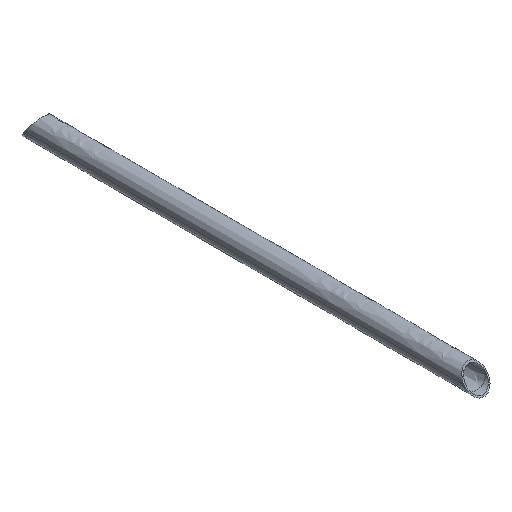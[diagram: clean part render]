
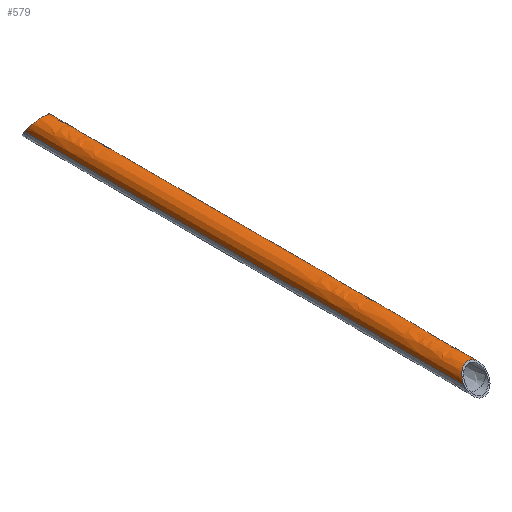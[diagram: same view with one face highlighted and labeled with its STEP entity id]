
A CAD part, isometric view. The second image highlights one B-rep face of the part: STEP entity #579.
In plain terms, the highlighted free-form (B-spline) face has degree [5, 4] with [6, 5] control points.
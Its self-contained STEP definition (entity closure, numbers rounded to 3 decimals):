
#84=CARTESIAN_POINT('Control Point',(-2152.5,-237.,-15.22)) ;
#85=CARTESIAN_POINT('Control Point',(-2152.5,-142.2,-15.22)) ;
#86=CARTESIAN_POINT('Control Point',(-2152.5,-47.4,-15.22)) ;
#87=CARTESIAN_POINT('Control Point',(-2152.5,47.4,-15.22)) ;
#88=CARTESIAN_POINT('Control Point',(-2152.5,142.2,-15.22)) ;
#89=CARTESIAN_POINT('Control Point',(-2152.5,237.,-15.22)) ;
#90=CARTESIAN_POINT('Vertex',(-2152.5,-237.,-15.22)) ;
#92=CARTESIAN_POINT('Vertex',(-2152.5,237.,-15.22)) ;
#101=CARTESIAN_POINT('Vertex',(-2177.5,-237.,-15.22)) ;
#105=CARTESIAN_POINT('Control Point',(-2177.5,-237.,-15.22)) ;
#106=CARTESIAN_POINT('Control Point',(-2177.5,-142.2,-15.22)) ;
#107=CARTESIAN_POINT('Control Point',(-2177.5,-47.4,-15.22)) ;
#108=CARTESIAN_POINT('Control Point',(-2177.5,47.4,-15.22)) ;
#109=CARTESIAN_POINT('Control Point',(-2177.5,142.2,-15.22)) ;
#110=CARTESIAN_POINT('Control Point',(-2177.5,237.,-15.22)) ;
#111=CARTESIAN_POINT('Vertex',(-2177.5,237.,-15.22)) ;
#167=CARTESIAN_POINT('Control Point',(-2177.5,-237.,-15.22)) ;
#168=CARTESIAN_POINT('Control Point',(-2177.5,-236.225,-14.091)) ;
#169=CARTESIAN_POINT('Control Point',(-2177.373,-235.443,-12.952)) ;
#170=CARTESIAN_POINT('Control Point',(-2177.113,-234.664,-11.817)) ;
#171=CARTESIAN_POINT('Control Point',(-2176.428,-233.343,-9.891)) ;
#172=CARTESIAN_POINT('Control Point',(-2175.323,-232.104,-8.086)) ;
#173=CARTESIAN_POINT('Control Point',(-2174.781,-231.602,-7.355)) ;
#174=CARTESIAN_POINT('Control Point',(-2173.621,-230.714,-6.06)) ;
#175=CARTESIAN_POINT('Control Point',(-2172.196,-229.949,-4.946)) ;
#176=CARTESIAN_POINT('Control Point',(-2171.474,-229.625,-4.474)) ;
#177=CARTESIAN_POINT('Control Point',(-2170.012,-229.088,-3.691)) ;
#178=CARTESIAN_POINT('Control Point',(-2168.39,-228.715,-3.148)) ;
#179=CARTESIAN_POINT('Control Point',(-2167.597,-228.58,-2.952)) ;
#180=CARTESIAN_POINT('Control Point',(-2166.106,-228.415,-2.711)) ;
#181=CARTESIAN_POINT('Control Point',(-2164.587,-228.406,-2.698)) ;
#182=CARTESIAN_POINT('Control Point',(-2163.897,-228.435,-2.74)) ;
#183=CARTESIAN_POINT('Control Point',(-2162.617,-228.55,-2.908)) ;
#184=CARTESIAN_POINT('Control Point',(-2161.387,-228.772,-3.232)) ;
#185=CARTESIAN_POINT('Control Point',(-2160.828,-228.898,-3.415)) ;
#186=CARTESIAN_POINT('Control Point',(-2159.71,-229.2,-3.856)) ;
#187=CARTESIAN_POINT('Control Point',(-2158.676,-229.582,-4.412)) ;
#188=CARTESIAN_POINT('Control Point',(-2158.169,-229.798,-4.727)) ;
#189=CARTESIAN_POINT('Control Point',(-2156.879,-230.421,-5.635)) ;
#190=CARTESIAN_POINT('Control Point',(-2155.783,-231.15,-6.697)) ;
#191=CARTESIAN_POINT('Control Point',(-2155.175,-231.64,-7.41)) ;
#192=CARTESIAN_POINT('Control Point',(-2154.042,-232.741,-9.015)) ;
#193=CARTESIAN_POINT('Control Point',(-2153.266,-233.926,-10.741)) ;
#194=CARTESIAN_POINT('Control Point',(-2152.95,-234.574,-11.685)) ;
#195=CARTESIAN_POINT('Control Point',(-2152.657,-235.452,-12.964)) ;
#196=CARTESIAN_POINT('Control Point',(-2152.532,-236.332,-14.246)) ;
#197=CARTESIAN_POINT('Control Point',(-2152.51,-236.555,-14.571)) ;
#198=CARTESIAN_POINT('Control Point',(-2152.5,-236.778,-14.896)) ;
#199=CARTESIAN_POINT('Control Point',(-2152.5,-237.,-15.22)) ;
#425=CARTESIAN_POINT('Control Point',(-2177.5,237.,-15.22)) ;
#426=CARTESIAN_POINT('Control Point',(-2177.5,236.225,-14.091)) ;
#427=CARTESIAN_POINT('Control Point',(-2177.373,235.443,-12.952)) ;
#428=CARTESIAN_POINT('Control Point',(-2177.113,234.664,-11.817)) ;
#429=CARTESIAN_POINT('Control Point',(-2176.428,233.343,-9.891)) ;
#430=CARTESIAN_POINT('Control Point',(-2175.323,232.104,-8.086)) ;
#431=CARTESIAN_POINT('Control Point',(-2174.781,231.602,-7.355)) ;
#432=CARTESIAN_POINT('Control Point',(-2173.621,230.714,-6.06)) ;
#433=CARTESIAN_POINT('Control Point',(-2172.196,229.949,-4.946)) ;
#434=CARTESIAN_POINT('Control Point',(-2171.474,229.625,-4.474)) ;
#435=CARTESIAN_POINT('Control Point',(-2170.012,229.088,-3.691)) ;
#436=CARTESIAN_POINT('Control Point',(-2168.39,228.715,-3.148)) ;
#437=CARTESIAN_POINT('Control Point',(-2167.597,228.58,-2.952)) ;
#438=CARTESIAN_POINT('Control Point',(-2166.106,228.415,-2.711)) ;
#439=CARTESIAN_POINT('Control Point',(-2164.587,228.406,-2.698)) ;
#440=CARTESIAN_POINT('Control Point',(-2163.897,228.435,-2.74)) ;
#441=CARTESIAN_POINT('Control Point',(-2162.617,228.55,-2.908)) ;
#442=CARTESIAN_POINT('Control Point',(-2161.387,228.772,-3.232)) ;
#443=CARTESIAN_POINT('Control Point',(-2160.828,228.898,-3.415)) ;
#444=CARTESIAN_POINT('Control Point',(-2159.71,229.2,-3.856)) ;
#445=CARTESIAN_POINT('Control Point',(-2158.676,229.582,-4.412)) ;
#446=CARTESIAN_POINT('Control Point',(-2158.169,229.798,-4.727)) ;
#447=CARTESIAN_POINT('Control Point',(-2156.879,230.421,-5.635)) ;
#448=CARTESIAN_POINT('Control Point',(-2155.783,231.15,-6.697)) ;
#449=CARTESIAN_POINT('Control Point',(-2155.175,231.64,-7.41)) ;
#450=CARTESIAN_POINT('Control Point',(-2154.042,232.741,-9.015)) ;
#451=CARTESIAN_POINT('Control Point',(-2153.266,233.926,-10.741)) ;
#452=CARTESIAN_POINT('Control Point',(-2152.95,234.574,-11.685)) ;
#453=CARTESIAN_POINT('Control Point',(-2152.657,235.452,-12.964)) ;
#454=CARTESIAN_POINT('Control Point',(-2152.532,236.332,-14.246)) ;
#455=CARTESIAN_POINT('Control Point',(-2152.51,236.555,-14.571)) ;
#456=CARTESIAN_POINT('Control Point',(-2152.5,236.778,-14.896)) ;
#457=CARTESIAN_POINT('Control Point',(-2152.5,237.,-15.22)) ;
#543=CARTESIAN_POINT('Control Point',(-2177.5,-237.,-15.22)) ;
#544=CARTESIAN_POINT('Control Point',(-2177.5,-237.,-2.72)) ;
#545=CARTESIAN_POINT('Control Point',(-2165.,-237.,3.53)) ;
#546=CARTESIAN_POINT('Control Point',(-2152.5,-237.,-2.72)) ;
#547=CARTESIAN_POINT('Control Point',(-2152.5,-237.,-15.22)) ;
#548=CARTESIAN_POINT('Control Point',(-2177.5,-142.2,-15.22)) ;
#549=CARTESIAN_POINT('Control Point',(-2177.5,-142.2,-2.72)) ;
#550=CARTESIAN_POINT('Control Point',(-2165.,-142.2,3.53)) ;
#551=CARTESIAN_POINT('Control Point',(-2152.5,-142.2,-2.72)) ;
#552=CARTESIAN_POINT('Control Point',(-2152.5,-142.2,-15.22)) ;
#553=CARTESIAN_POINT('Control Point',(-2177.5,-47.4,-15.22)) ;
#554=CARTESIAN_POINT('Control Point',(-2177.5,-47.4,-2.72)) ;
#555=CARTESIAN_POINT('Control Point',(-2165.,-47.4,3.53)) ;
#556=CARTESIAN_POINT('Control Point',(-2152.5,-47.4,-2.72)) ;
#557=CARTESIAN_POINT('Control Point',(-2152.5,-47.4,-15.22)) ;
#558=CARTESIAN_POINT('Control Point',(-2177.5,47.4,-15.22)) ;
#559=CARTESIAN_POINT('Control Point',(-2177.5,47.4,-2.72)) ;
#560=CARTESIAN_POINT('Control Point',(-2165.,47.4,3.53)) ;
#561=CARTESIAN_POINT('Control Point',(-2152.5,47.4,-2.72)) ;
#562=CARTESIAN_POINT('Control Point',(-2152.5,47.4,-15.22)) ;
#563=CARTESIAN_POINT('Control Point',(-2177.5,142.2,-15.22)) ;
#564=CARTESIAN_POINT('Control Point',(-2177.5,142.2,-2.72)) ;
#565=CARTESIAN_POINT('Control Point',(-2165.,142.2,3.53)) ;
#566=CARTESIAN_POINT('Control Point',(-2152.5,142.2,-2.72)) ;
#567=CARTESIAN_POINT('Control Point',(-2152.5,142.2,-15.22)) ;
#568=CARTESIAN_POINT('Control Point',(-2177.5,237.,-15.22)) ;
#569=CARTESIAN_POINT('Control Point',(-2177.5,237.,-2.72)) ;
#570=CARTESIAN_POINT('Control Point',(-2165.,237.,3.53)) ;
#571=CARTESIAN_POINT('Control Point',(-2152.5,237.,-2.72)) ;
#572=CARTESIAN_POINT('Control Point',(-2152.5,237.,-15.22)) ;
#574=ORIENTED_EDGE('',*,*,#458,.F.) ;
#575=ORIENTED_EDGE('',*,*,#113,.F.) ;
#576=ORIENTED_EDGE('',*,*,#200,.T.) ;
#577=ORIENTED_EDGE('',*,*,#94,.T.) ;
#579=ADVANCED_FACE('Corps principal',(#578),#542,.F.) ;
#166=B_SPLINE_CURVE_WITH_KNOTS('',5,(#167,#168,#169,#170,#171,#172,#173,#174,#175,#176,#177,#178,#179,#180,#181,#182,#183,#184,#185,#186,#187,#188,#189,#190,#191,#192,#193,#194,#195,#196,#197,#198,#199),.UNSPECIFIED.,.F.,.U.,(6,3,3,3,3,3,3,3,3,3,6),(0.,10.059,17.371,23.753,29.432,34.18,38.331,42.742,50.153,58.641,61.526),.UNSPECIFIED.) ;
#424=B_SPLINE_CURVE_WITH_KNOTS('',5,(#425,#426,#427,#428,#429,#430,#431,#432,#433,#434,#435,#436,#437,#438,#439,#440,#441,#442,#443,#444,#445,#446,#447,#448,#449,#450,#451,#452,#453,#454,#455,#456,#457),.UNSPECIFIED.,.F.,.U.,(6,3,3,3,3,3,3,3,3,3,6),(0.,10.059,17.371,23.753,29.432,34.18,38.331,42.742,50.153,58.641,61.526),.UNSPECIFIED.) ;
#94=EDGE_CURVE('',#91,#93,#83,.T.) ;
#113=EDGE_CURVE('',#102,#112,#104,.T.) ;
#200=EDGE_CURVE('',#102,#91,#166,.T.) ;
#458=EDGE_CURVE('',#112,#93,#424,.T.) ;
#573=EDGE_LOOP('',(#574,#575,#576,#577)) ;
#578=FACE_OUTER_BOUND('',#573,.T.) ;
#91=VERTEX_POINT('',#90) ;
#93=VERTEX_POINT('',#92) ;
#102=VERTEX_POINT('',#101) ;
#112=VERTEX_POINT('',#111) ;
#83=(BOUNDED_CURVE()B_SPLINE_CURVE(5,(#84,#85,#86,#87,#88,#89),.UNSPECIFIED.,.F.,.U.)B_SPLINE_CURVE_WITH_KNOTS((6,6),(0.,474.),.UNSPECIFIED.)CURVE()GEOMETRIC_REPRESENTATION_ITEM()RATIONAL_B_SPLINE_CURVE((1.,1.,1.,1.,1.,1.))REPRESENTATION_ITEM('')) ;
#104=(BOUNDED_CURVE()B_SPLINE_CURVE(5,(#105,#106,#107,#108,#109,#110),.UNSPECIFIED.,.F.,.U.)B_SPLINE_CURVE_WITH_KNOTS((6,6),(0.,474.),.UNSPECIFIED.)CURVE()GEOMETRIC_REPRESENTATION_ITEM()RATIONAL_B_SPLINE_CURVE((1.,1.,1.,1.,1.,1.))REPRESENTATION_ITEM('')) ;
#542=(BOUNDED_SURFACE()B_SPLINE_SURFACE(5,4,((#543,#544,#545,#546,#547),(#548,#549,#550,#551,#552),(#553,#554,#555,#556,#557),(#558,#559,#560,#561,#562),(#563,#564,#565,#566,#567),(#568,#569,#570,#571,#572)),.UNSPECIFIED.,.F.,.F.,.U.)B_SPLINE_SURFACE_WITH_KNOTS((6,6),(5,5),(0.,474.),(39.27,78.54),.UNSPECIFIED.)GEOMETRIC_REPRESENTATION_ITEM()RATIONAL_B_SPLINE_SURFACE(((1.,0.707,0.667,0.707,1.),(1.,0.707,0.667,0.707,1.),(1.,0.707,0.667,0.707,1.),(1.,0.707,0.667,0.707,1.),(1.,0.707,0.667,0.707,1.),(1.,0.707,0.667,0.707,1.)))REPRESENTATION_ITEM('Rational BSpline Surface')SURFACE()) ;
